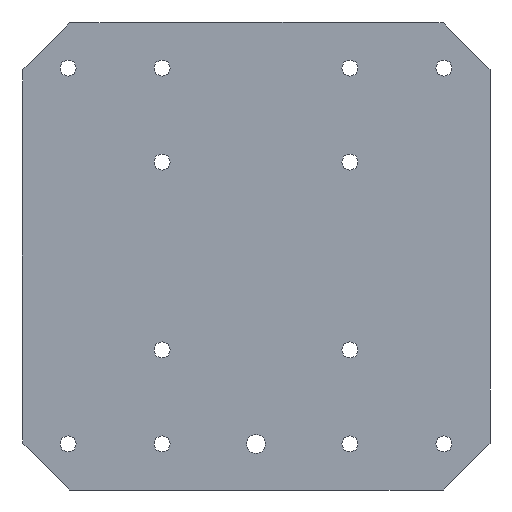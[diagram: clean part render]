
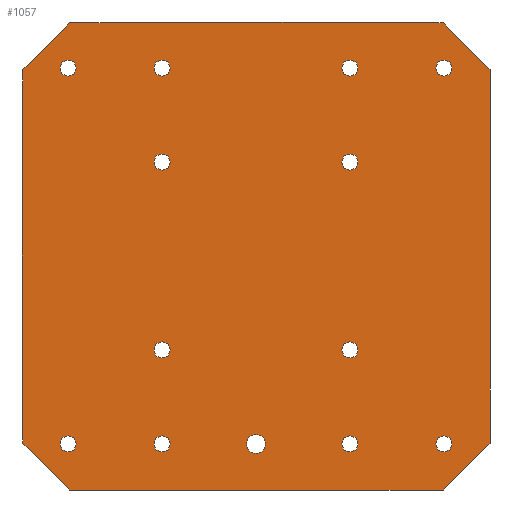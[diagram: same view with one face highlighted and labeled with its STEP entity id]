
A CAD part, front view. The second image highlights one B-rep face of the part: STEP entity #1057.
In plain terms, the highlighted planar face has unit normal (0, -1, 0).
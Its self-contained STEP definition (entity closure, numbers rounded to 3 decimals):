
#75=LINE('',#1677,#133);
#77=LINE('',#1681,#135);
#79=LINE('',#1685,#137);
#81=LINE('',#1689,#139);
#83=LINE('',#1693,#141);
#85=LINE('',#1697,#143);
#87=LINE('',#1701,#145);
#90=LINE('',#1711,#148);
#93=LINE('',#1719,#151);
#95=LINE('',#1723,#153);
#97=LINE('',#1727,#155);
#100=LINE('',#1739,#158);
#133=VECTOR('',#1326,1000.);
#135=VECTOR('',#1330,1000.);
#137=VECTOR('',#1334,1000.);
#139=VECTOR('',#1338,1000.);
#141=VECTOR('',#1342,1000.);
#143=VECTOR('',#1346,1000.);
#145=VECTOR('',#1350,1000.);
#148=VECTOR('',#1361,1000.);
#151=VECTOR('',#1370,1000.);
#153=VECTOR('',#1374,1000.);
#155=VECTOR('',#1378,1000.);
#158=VECTOR('',#1391,1000.);
#273=ORIENTED_EDGE('',*,*,#491,.T.);
#274=ORIENTED_EDGE('',*,*,#492,.F.);
#275=ORIENTED_EDGE('',*,*,#493,.F.);
#276=ORIENTED_EDGE('',*,*,#494,.F.);
#277=ORIENTED_EDGE('',*,*,#495,.F.);
#278=ORIENTED_EDGE('',*,*,#496,.F.);
#279=ORIENTED_EDGE('',*,*,#497,.F.);
#280=ORIENTED_EDGE('',*,*,#498,.F.);
#281=ORIENTED_EDGE('',*,*,#499,.F.);
#282=ORIENTED_EDGE('',*,*,#500,.F.);
#283=ORIENTED_EDGE('',*,*,#501,.F.);
#284=ORIENTED_EDGE('',*,*,#502,.F.);
#285=ORIENTED_EDGE('',*,*,#503,.F.);
#286=ORIENTED_EDGE('',*,*,#456,.T.);
#287=ORIENTED_EDGE('',*,*,#459,.F.);
#288=ORIENTED_EDGE('',*,*,#461,.F.);
#289=ORIENTED_EDGE('',*,*,#463,.F.);
#290=ORIENTED_EDGE('',*,*,#465,.F.);
#291=ORIENTED_EDGE('',*,*,#467,.F.);
#292=ORIENTED_EDGE('',*,*,#469,.F.);
#293=ORIENTED_EDGE('',*,*,#471,.F.);
#294=ORIENTED_EDGE('',*,*,#473,.T.);
#295=ORIENTED_EDGE('',*,*,#476,.F.);
#296=ORIENTED_EDGE('',*,*,#478,.T.);
#297=ORIENTED_EDGE('',*,*,#480,.F.);
#298=ORIENTED_EDGE('',*,*,#482,.F.);
#299=ORIENTED_EDGE('',*,*,#484,.F.);
#300=ORIENTED_EDGE('',*,*,#486,.T.);
#301=ORIENTED_EDGE('',*,*,#490,.F.);
#456=EDGE_CURVE('',#581,#582,#666,.T.);
#459=EDGE_CURVE('',#583,#582,#75,.T.);
#461=EDGE_CURVE('',#584,#583,#77,.T.);
#463=EDGE_CURVE('',#585,#584,#79,.T.);
#465=EDGE_CURVE('',#586,#585,#81,.T.);
#467=EDGE_CURVE('',#587,#586,#83,.T.);
#469=EDGE_CURVE('',#588,#587,#85,.T.);
#471=EDGE_CURVE('',#589,#588,#87,.T.);
#473=EDGE_CURVE('',#589,#590,#667,.T.);
#476=EDGE_CURVE('',#592,#590,#90,.T.);
#478=EDGE_CURVE('',#592,#593,#669,.T.);
#480=EDGE_CURVE('',#594,#593,#93,.T.);
#482=EDGE_CURVE('',#595,#594,#95,.T.);
#484=EDGE_CURVE('',#596,#595,#97,.T.);
#486=EDGE_CURVE('',#596,#597,#670,.T.);
#490=EDGE_CURVE('',#581,#597,#100,.T.);
#491=EDGE_CURVE('',#600,#600,#673,.T.);
#492=EDGE_CURVE('',#601,#601,#674,.T.);
#493=EDGE_CURVE('',#602,#602,#675,.T.);
#494=EDGE_CURVE('',#603,#603,#676,.T.);
#495=EDGE_CURVE('',#604,#604,#677,.T.);
#496=EDGE_CURVE('',#605,#605,#678,.T.);
#497=EDGE_CURVE('',#606,#606,#679,.T.);
#498=EDGE_CURVE('',#607,#607,#680,.T.);
#499=EDGE_CURVE('',#608,#608,#681,.T.);
#500=EDGE_CURVE('',#609,#609,#682,.T.);
#501=EDGE_CURVE('',#610,#610,#683,.T.);
#502=EDGE_CURVE('',#611,#611,#684,.T.);
#503=EDGE_CURVE('',#612,#612,#685,.T.);
#581=VERTEX_POINT('',#1672);
#582=VERTEX_POINT('',#1673);
#583=VERTEX_POINT('',#1678);
#584=VERTEX_POINT('',#1682);
#585=VERTEX_POINT('',#1686);
#586=VERTEX_POINT('',#1690);
#587=VERTEX_POINT('',#1694);
#588=VERTEX_POINT('',#1698);
#589=VERTEX_POINT('',#1702);
#590=VERTEX_POINT('',#1706);
#592=VERTEX_POINT('',#1712);
#593=VERTEX_POINT('',#1716);
#594=VERTEX_POINT('',#1720);
#595=VERTEX_POINT('',#1724);
#596=VERTEX_POINT('',#1728);
#597=VERTEX_POINT('',#1732);
#600=VERTEX_POINT('',#1742);
#601=VERTEX_POINT('',#1744);
#602=VERTEX_POINT('',#1746);
#603=VERTEX_POINT('',#1748);
#604=VERTEX_POINT('',#1750);
#605=VERTEX_POINT('',#1752);
#606=VERTEX_POINT('',#1754);
#607=VERTEX_POINT('',#1756);
#608=VERTEX_POINT('',#1758);
#609=VERTEX_POINT('',#1760);
#610=VERTEX_POINT('',#1762);
#611=VERTEX_POINT('',#1764);
#612=VERTEX_POINT('',#1766);
#666=CIRCLE('',#1143,25.);
#667=CIRCLE('',#1152,25.);
#669=CIRCLE('',#1156,25.);
#670=CIRCLE('',#1161,25.);
#673=CIRCLE('',#1166,10.);
#674=CIRCLE('',#1167,8.5);
#675=CIRCLE('',#1168,8.5);
#676=CIRCLE('',#1169,8.5);
#677=CIRCLE('',#1170,8.5);
#678=CIRCLE('',#1171,8.5);
#679=CIRCLE('',#1172,8.5);
#680=CIRCLE('',#1173,8.5);
#681=CIRCLE('',#1174,8.5);
#682=CIRCLE('',#1175,8.5);
#683=CIRCLE('',#1176,8.5);
#684=CIRCLE('',#1177,8.5);
#685=CIRCLE('',#1178,8.5);
#750=EDGE_LOOP('',(#273));
#751=EDGE_LOOP('',(#274));
#752=EDGE_LOOP('',(#275));
#753=EDGE_LOOP('',(#276));
#754=EDGE_LOOP('',(#277));
#755=EDGE_LOOP('',(#278));
#756=EDGE_LOOP('',(#279));
#757=EDGE_LOOP('',(#280));
#758=EDGE_LOOP('',(#281));
#759=EDGE_LOOP('',(#282));
#760=EDGE_LOOP('',(#283));
#761=EDGE_LOOP('',(#284));
#762=EDGE_LOOP('',(#285));
#763=EDGE_LOOP('',(#286,#287,#288,#289,#290,#291,#292,#293,#294,#295,#296,
#297,#298,#299,#300,#301));
#894=FACE_BOUND('',#750,.T.);
#895=FACE_BOUND('',#751,.T.);
#896=FACE_BOUND('',#752,.T.);
#897=FACE_BOUND('',#753,.T.);
#898=FACE_BOUND('',#754,.T.);
#899=FACE_BOUND('',#755,.T.);
#900=FACE_BOUND('',#756,.T.);
#901=FACE_BOUND('',#757,.T.);
#902=FACE_BOUND('',#758,.T.);
#903=FACE_BOUND('',#759,.T.);
#904=FACE_BOUND('',#760,.T.);
#905=FACE_BOUND('',#761,.T.);
#906=FACE_BOUND('',#762,.T.);
#907=FACE_BOUND('',#763,.T.);
#1017=PLANE('',#1165);
#1057=ADVANCED_FACE('',(#894,#895,#896,#897,#898,#899,#900,#901,#902,#903,
#904,#905,#906,#907),#1017,.F.);
#1143=AXIS2_PLACEMENT_3D('',#1671,#1320,#1321);
#1152=AXIS2_PLACEMENT_3D('',#1705,#1354,#1355);
#1156=AXIS2_PLACEMENT_3D('',#1715,#1365,#1366);
#1161=AXIS2_PLACEMENT_3D('',#1731,#1382,#1383);
#1165=AXIS2_PLACEMENT_3D('',#1740,#1392,#1393);
#1166=AXIS2_PLACEMENT_3D('',#1741,#1394,#1395);
#1167=AXIS2_PLACEMENT_3D('',#1743,#1396,#1397);
#1168=AXIS2_PLACEMENT_3D('',#1745,#1398,#1399);
#1169=AXIS2_PLACEMENT_3D('',#1747,#1400,#1401);
#1170=AXIS2_PLACEMENT_3D('',#1749,#1402,#1403);
#1171=AXIS2_PLACEMENT_3D('',#1751,#1404,#1405);
#1172=AXIS2_PLACEMENT_3D('',#1753,#1406,#1407);
#1173=AXIS2_PLACEMENT_3D('',#1755,#1408,#1409);
#1174=AXIS2_PLACEMENT_3D('',#1757,#1410,#1411);
#1175=AXIS2_PLACEMENT_3D('',#1759,#1412,#1413);
#1176=AXIS2_PLACEMENT_3D('',#1761,#1414,#1415);
#1177=AXIS2_PLACEMENT_3D('',#1763,#1416,#1417);
#1178=AXIS2_PLACEMENT_3D('',#1765,#1418,#1419);
#1320=DIRECTION('',(0.,1.,0.));
#1321=DIRECTION('',(1.,0.,0.));
#1326=DIRECTION('',(0.,0.,1.));
#1330=DIRECTION('',(-0.707,0.,0.707));
#1334=DIRECTION('',(-1.,0.,0.));
#1338=DIRECTION('',(-0.707,0.,-0.707));
#1342=DIRECTION('',(0.,0.,-1.));
#1346=DIRECTION('',(0.707,0.,-0.707));
#1350=DIRECTION('',(1.,0.,0.));
#1354=DIRECTION('',(0.,1.,0.));
#1355=DIRECTION('',(1.,0.,0.));
#1361=DIRECTION('',(1.,0.,0.));
#1365=DIRECTION('',(0.,1.,0.));
#1366=DIRECTION('',(1.,0.,0.));
#1370=DIRECTION('',(1.,0.,0.));
#1374=DIRECTION('',(0.707,0.,0.707));
#1378=DIRECTION('',(0.,0.,1.));
#1382=DIRECTION('',(0.,1.,0.));
#1383=DIRECTION('',(1.,0.,0.));
#1391=DIRECTION('',(0.,0.,1.));
#1392=DIRECTION('',(0.,1.,0.));
#1393=DIRECTION('',(0.,0.,1.));
#1394=DIRECTION('',(0.,1.,0.));
#1395=DIRECTION('',(1.,0.,0.));
#1396=DIRECTION('',(0.,-1.,0.));
#1397=DIRECTION('',(0.,0.,-1.));
#1398=DIRECTION('',(0.,-1.,0.));
#1399=DIRECTION('',(0.,0.,-1.));
#1400=DIRECTION('',(0.,-1.,0.));
#1401=DIRECTION('',(0.,0.,-1.));
#1402=DIRECTION('',(0.,-1.,0.));
#1403=DIRECTION('',(0.,0.,-1.));
#1404=DIRECTION('',(0.,-1.,0.));
#1405=DIRECTION('',(0.,0.,-1.));
#1406=DIRECTION('',(0.,-1.,0.));
#1407=DIRECTION('',(0.,0.,-1.));
#1408=DIRECTION('',(0.,-1.,0.));
#1409=DIRECTION('',(0.,0.,-1.));
#1410=DIRECTION('',(0.,-1.,0.));
#1411=DIRECTION('',(0.,0.,-1.));
#1412=DIRECTION('',(0.,-1.,0.));
#1413=DIRECTION('',(0.,0.,-1.));
#1414=DIRECTION('',(0.,-1.,0.));
#1415=DIRECTION('',(0.,0.,-1.));
#1416=DIRECTION('',(0.,-1.,0.));
#1417=DIRECTION('',(0.,0.,-1.));
#1418=DIRECTION('',(0.,-1.,0.));
#1419=DIRECTION('',(0.,0.,-1.));
#1671=CARTESIAN_POINT('',(-273.,0.,-134.79));
#1672=CARTESIAN_POINT('',(-249.,0.,-127.79));
#1673=CARTESIAN_POINT('',(-248.,0.,-134.79));
#1677=CARTESIAN_POINT('',(-248.,0.,-199.));
#1678=CARTESIAN_POINT('',(-248.,0.,-199.));
#1681=CARTESIAN_POINT('',(-198.,0.,-249.));
#1682=CARTESIAN_POINT('',(-198.,0.,-249.));
#1685=CARTESIAN_POINT('',(199.,0.,-249.));
#1686=CARTESIAN_POINT('',(199.,0.,-249.));
#1689=CARTESIAN_POINT('',(249.,0.,-199.));
#1690=CARTESIAN_POINT('',(249.,0.,-199.));
#1693=CARTESIAN_POINT('',(249.,0.,198.));
#1694=CARTESIAN_POINT('',(249.,0.,198.));
#1697=CARTESIAN_POINT('',(199.,0.,248.));
#1698=CARTESIAN_POINT('',(199.,0.,248.));
#1701=CARTESIAN_POINT('',(84.79,0.,248.));
#1702=CARTESIAN_POINT('',(84.79,0.,248.));
#1705=CARTESIAN_POINT('',(84.79,0.,273.));
#1706=CARTESIAN_POINT('',(77.79,0.,249.));
#1711=CARTESIAN_POINT('',(-27.79,0.,249.));
#1712=CARTESIAN_POINT('',(-27.79,0.,249.));
#1715=CARTESIAN_POINT('',(-34.79,0.,273.));
#1716=CARTESIAN_POINT('',(-34.79,0.,248.));
#1719=CARTESIAN_POINT('',(-198.,0.,248.));
#1720=CARTESIAN_POINT('',(-198.,0.,248.));
#1723=CARTESIAN_POINT('',(-248.,0.,198.));
#1724=CARTESIAN_POINT('',(-248.,0.,198.));
#1727=CARTESIAN_POINT('',(-248.,0.,134.79));
#1728=CARTESIAN_POINT('',(-248.,0.,134.79));
#1731=CARTESIAN_POINT('',(-273.,0.,134.79));
#1732=CARTESIAN_POINT('',(-249.,0.,127.79));
#1739=CARTESIAN_POINT('',(-249.,0.,-127.79));
#1740=CARTESIAN_POINT('',(-273.,0.,-134.79));
#1741=CARTESIAN_POINT('',(0.,0.,-200.));
#1742=CARTESIAN_POINT('',(10.,0.,-200.));
#1743=CARTESIAN_POINT('',(200.,0.,200.));
#1744=CARTESIAN_POINT('',(200.,0.,191.5));
#1745=CARTESIAN_POINT('',(100.,0.,200.));
#1746=CARTESIAN_POINT('',(100.,0.,191.5));
#1747=CARTESIAN_POINT('',(-100.,0.,200.));
#1748=CARTESIAN_POINT('',(-100.,0.,191.5));
#1749=CARTESIAN_POINT('',(-200.,0.,200.));
#1750=CARTESIAN_POINT('',(-200.,0.,191.5));
#1751=CARTESIAN_POINT('',(100.,0.,-100.));
#1752=CARTESIAN_POINT('',(100.,0.,-108.5));
#1753=CARTESIAN_POINT('',(-100.,0.,-100.));
#1754=CARTESIAN_POINT('',(-100.,0.,-108.5));
#1755=CARTESIAN_POINT('',(-200.,0.,-200.));
#1756=CARTESIAN_POINT('',(-200.,0.,-208.5));
#1757=CARTESIAN_POINT('',(-100.,0.,-200.));
#1758=CARTESIAN_POINT('',(-100.,0.,-208.5));
#1759=CARTESIAN_POINT('',(100.,0.,-200.));
#1760=CARTESIAN_POINT('',(100.,0.,-208.5));
#1761=CARTESIAN_POINT('',(200.,0.,-200.));
#1762=CARTESIAN_POINT('',(200.,0.,-208.5));
#1763=CARTESIAN_POINT('',(100.,0.,100.));
#1764=CARTESIAN_POINT('',(100.,0.,91.5));
#1765=CARTESIAN_POINT('',(-100.,0.,100.));
#1766=CARTESIAN_POINT('',(-100.,0.,91.5));
